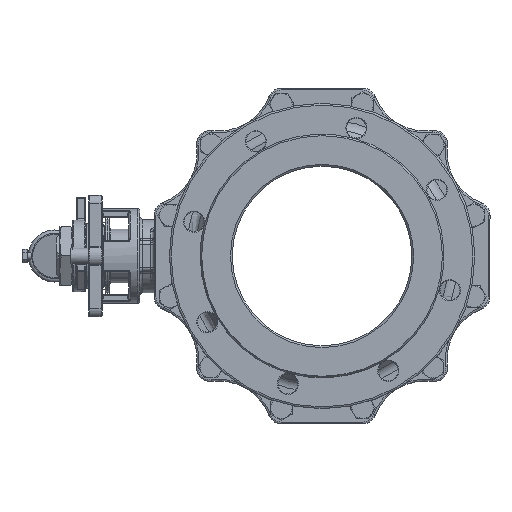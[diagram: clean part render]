
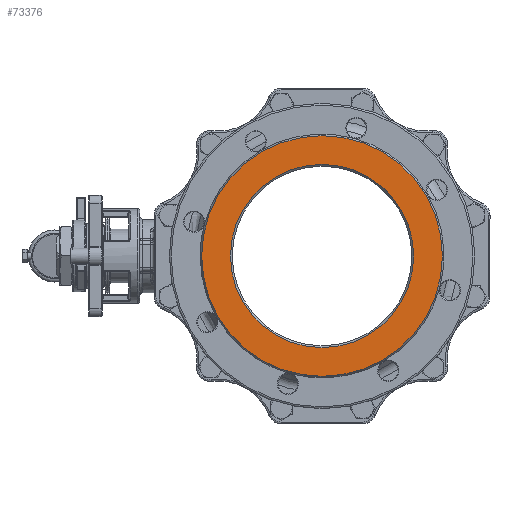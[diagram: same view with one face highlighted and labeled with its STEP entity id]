
A CAD part, left-side view. The second image highlights one B-rep face of the part: STEP entity #73376.
In plain terms, the highlighted planar face has unit normal (-1, 0, 0).
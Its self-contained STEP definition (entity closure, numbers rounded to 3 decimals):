
#61 = CARTESIAN_POINT ( 'NONE',  ( -204., 134., 0. ) ) ;
#1113 = EDGE_LOOP ( 'NONE', ( #45684 ) ) ;
#2906 = AXIS2_PLACEMENT_3D ( 'NONE', #67456, #38492, #68492 ) ;
#4652 = PLANE ( 'NONE',  #12256 ) ;
#4906 = EDGE_CURVE ( 'NONE', #24098, #24098, #59788, .T. ) ;
#9923 = DIRECTION ( 'NONE',  ( 0., -1., 0. ) ) ;
#12256 = AXIS2_PLACEMENT_3D ( 'NONE', #34888, #77039, #9923 ) ;
#13389 = FACE_BOUND ( 'NONE', #1113, .T. ) ;
#17514 = CARTESIAN_POINT ( 'NONE',  ( -204., -102., 0. ) ) ;
#23112 = VERTEX_POINT ( 'NONE', #61 ) ;
#23901 = CARTESIAN_POINT ( 'NONE',  ( -204., 0., 0. ) ) ;
#24098 = VERTEX_POINT ( 'NONE', #17514 ) ;
#29695 = DIRECTION ( 'NONE',  ( 1., 0., 0. ) ) ;
#34888 = CARTESIAN_POINT ( 'NONE',  ( -204., 134., 0. ) ) ;
#38492 = DIRECTION ( 'NONE',  ( 1., 0., 0. ) ) ;
#41436 = EDGE_CURVE ( 'NONE', #23112, #23112, #47980, .T. ) ;
#41778 = DIRECTION ( 'NONE',  ( 0., -1., 0. ) ) ;
#45075 = ORIENTED_EDGE ( 'NONE', *, *, #41436, .F. ) ;
#45684 = ORIENTED_EDGE ( 'NONE', *, *, #4906, .T. ) ;
#47980 = CIRCLE ( 'NONE', #2906, 134. ) ;
#59788 = CIRCLE ( 'NONE', #71134, 102. ) ;
#61413 = FACE_OUTER_BOUND ( 'NONE', #63790, .T. ) ;
#63790 = EDGE_LOOP ( 'NONE', ( #45075 ) ) ;
#67456 = CARTESIAN_POINT ( 'NONE',  ( -204., 0., 0. ) ) ;
#68492 = DIRECTION ( 'NONE',  ( 0., 1., 0. ) ) ;
#71134 = AXIS2_PLACEMENT_3D ( 'NONE', #23901, #29695, #41778 ) ;
#73376 = ADVANCED_FACE ( 'NONE', ( #13389, #61413 ), #4652, .T. ) ;
#77039 = DIRECTION ( 'NONE',  ( -1., 0., 0. ) ) ;
